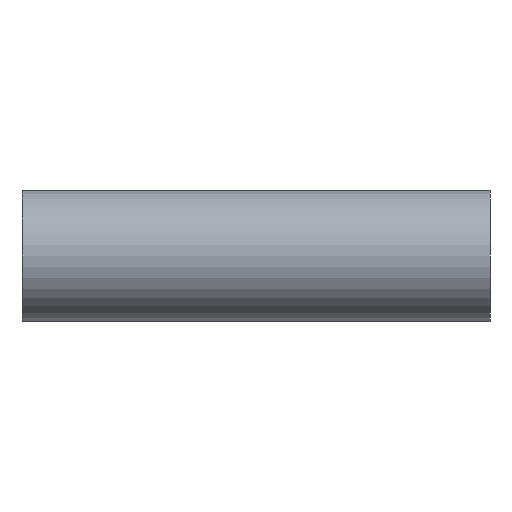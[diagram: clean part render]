
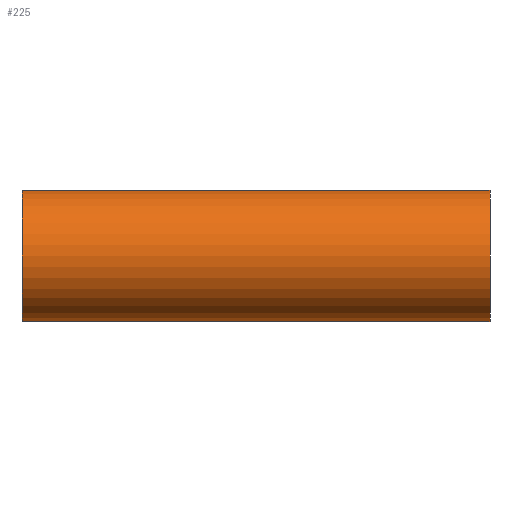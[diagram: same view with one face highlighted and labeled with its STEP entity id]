
A CAD part, left-side view. The second image highlights one B-rep face of the part: STEP entity #225.
In plain terms, the highlighted cylindrical face has radius 45 mm (diameter 90 mm), a partial arc.
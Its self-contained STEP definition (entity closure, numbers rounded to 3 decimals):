
#12 = EDGE_CURVE ( 'NONE', #336, #382, #455, .T. ) ;
#16 = VECTOR ( 'NONE', #403, 1000. ) ;
#17 = VERTEX_POINT ( 'NONE', #124 ) ;
#18 = ORIENTED_EDGE ( 'NONE', *, *, #407, .T. ) ;
#32 = DIRECTION ( 'NONE',  ( 0., 0., -1. ) ) ;
#39 = CARTESIAN_POINT ( 'NONE',  ( 0., 108., -45. ) ) ;
#41 = CARTESIAN_POINT ( 'NONE',  ( 0., 0., 0. ) ) ;
#50 = ORIENTED_EDGE ( 'NONE', *, *, #12, .F. ) ;
#55 = VECTOR ( 'NONE', #449, 1000. ) ;
#56 = VERTEX_POINT ( 'NONE', #387 ) ;
#59 = LINE ( 'NONE', #256, #16 ) ;
#95 = AXIS2_PLACEMENT_3D ( 'NONE', #426, #329, #478 ) ;
#98 = EDGE_CURVE ( 'NONE', #266, #430, #139, .T. ) ;
#99 = FACE_OUTER_BOUND ( 'NONE', #104, .T. ) ;
#104 = EDGE_LOOP ( 'NONE', ( #480, #193, #310, #129, #18, #50 ) ) ;
#124 = CARTESIAN_POINT ( 'NONE',  ( 0., 0., -45. ) ) ;
#129 = ORIENTED_EDGE ( 'NONE', *, *, #152, .T. ) ;
#139 = LINE ( 'NONE', #181, #148 ) ;
#148 = VECTOR ( 'NONE', #219, 1000. ) ;
#151 = DIRECTION ( 'NONE',  ( 0., 1., 0. ) ) ;
#152 = EDGE_CURVE ( 'NONE', #430, #17, #59, .T. ) ;
#157 = DIRECTION ( 'NONE',  ( 0., 0., 1. ) ) ;
#169 = DIRECTION ( 'NONE',  ( 0., -1., 0. ) ) ;
#176 = AXIS2_PLACEMENT_3D ( 'NONE', #217, #246, #32 ) ;
#181 = CARTESIAN_POINT ( 'NONE',  ( 0., 321., -45. ) ) ;
#193 = ORIENTED_EDGE ( 'NONE', *, *, #257, .F. ) ;
#217 = CARTESIAN_POINT ( 'NONE',  ( 0., 321., 0. ) ) ;
#219 = DIRECTION ( 'NONE',  ( 0., -1., 0. ) ) ;
#222 = CYLINDRICAL_SURFACE ( 'NONE', #176, 45. ) ;
#225 = ADVANCED_FACE ( 'NONE', ( #99 ), #222, .T. ) ;
#227 = CARTESIAN_POINT ( 'NONE',  ( 0., 321., 45. ) ) ;
#229 = CIRCLE ( 'NONE', #242, 45. ) ;
#242 = AXIS2_PLACEMENT_3D ( 'NONE', #41, #151, #157 ) ;
#246 = DIRECTION ( 'NONE',  ( 0., -1., 0. ) ) ;
#255 = CIRCLE ( 'NONE', #95, 45. ) ;
#256 = CARTESIAN_POINT ( 'NONE',  ( 0., 321., -45. ) ) ;
#257 = EDGE_CURVE ( 'NONE', #266, #56, #255, .T. ) ;
#266 = VERTEX_POINT ( 'NONE', #431 ) ;
#294 = VECTOR ( 'NONE', #169, 1000. ) ;
#310 = ORIENTED_EDGE ( 'NONE', *, *, #98, .T. ) ;
#329 = DIRECTION ( 'NONE',  ( 0., 1., 0. ) ) ;
#336 = VERTEX_POINT ( 'NONE', #413 ) ;
#375 = CARTESIAN_POINT ( 'NONE',  ( 0., 0., 45. ) ) ;
#382 = VERTEX_POINT ( 'NONE', #375 ) ;
#387 = CARTESIAN_POINT ( 'NONE',  ( 0., 321., 45. ) ) ;
#390 = CARTESIAN_POINT ( 'NONE',  ( 0., 321., 45. ) ) ;
#403 = DIRECTION ( 'NONE',  ( 0., -1., 0. ) ) ;
#407 = EDGE_CURVE ( 'NONE', #17, #382, #229, .T. ) ;
#411 = EDGE_CURVE ( 'NONE', #56, #336, #443, .T. ) ;
#413 = CARTESIAN_POINT ( 'NONE',  ( 0., 108., 45. ) ) ;
#426 = CARTESIAN_POINT ( 'NONE',  ( 0., 321., 0. ) ) ;
#430 = VERTEX_POINT ( 'NONE', #39 ) ;
#431 = CARTESIAN_POINT ( 'NONE',  ( 0., 321., -45. ) ) ;
#443 = LINE ( 'NONE', #227, #55 ) ;
#449 = DIRECTION ( 'NONE',  ( 0., -1., 0. ) ) ;
#455 = LINE ( 'NONE', #390, #294 ) ;
#478 = DIRECTION ( 'NONE',  ( 0., 0., 1. ) ) ;
#480 = ORIENTED_EDGE ( 'NONE', *, *, #411, .F. ) ;
